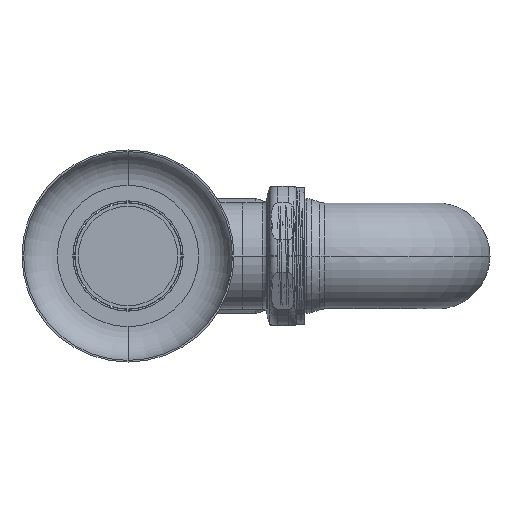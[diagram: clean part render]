
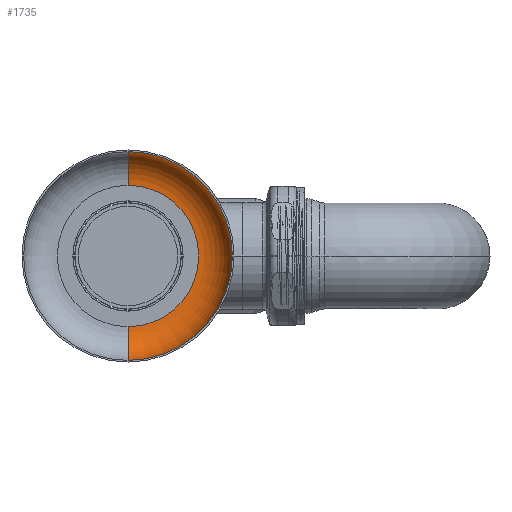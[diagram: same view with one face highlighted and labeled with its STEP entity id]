
A CAD part, left-side view. The second image highlights one B-rep face of the part: STEP entity #1735.
In plain terms, the highlighted toroidal (fillet/blend) face has major radius 25.4 mm and minor radius 12.116 mm.
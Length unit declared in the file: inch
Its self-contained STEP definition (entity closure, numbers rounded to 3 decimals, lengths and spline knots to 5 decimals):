
#1456=CARTESIAN_POINT('',(-17.75,2.3125,0.));
#1457=DIRECTION('',(-1.,0.,0.));
#1458=DIRECTION('',(0.,0.,-1.));
#1459=AXIS2_PLACEMENT_3D('',#1456,#1457,#1458);
#1461=CARTESIAN_POINT('',(-17.273,2.3125,0.));
#1462=DIRECTION('',(1.,0.,0.));
#1463=DIRECTION('',(0.,0.,1.));
#1464=AXIS2_PLACEMENT_3D('',#1461,#1462,#1463);
#1481=CARTESIAN_POINT('',(-17.75,2.3125,-1.));
#1482=DIRECTION('',(0.,-1.,0.));
#1483=DIRECTION('',(0.,0.,-1.));
#1484=AXIS2_PLACEMENT_3D('',#1481,#1482,#1483);
#1491=CARTESIAN_POINT('',(-17.75,2.3125,1.));
#1492=DIRECTION('',(0.,-1.,0.));
#1493=DIRECTION('',(1.,0.,0.));
#1494=AXIS2_PLACEMENT_3D('',#1491,#1492,#1493);
#1549=CARTESIAN_POINT('',(-17.75,2.3125,-1.477));
#1550=VERTEX_POINT('',#1549);
#1551=CARTESIAN_POINT('',(-17.75,2.3125,1.477));
#1552=VERTEX_POINT('',#1551);
#1553=CARTESIAN_POINT('',(-17.273,2.3125,1.));
#1554=CARTESIAN_POINT('',(-17.273,2.3125,-1.));
#1555=VERTEX_POINT('',#1553);
#1556=VERTEX_POINT('',#1554);
#1721=CARTESIAN_POINT('',(-17.75,2.3125,0.));
#1722=DIRECTION('',(1.,0.,0.));
#1723=DIRECTION('',(0.,0.005,1.));
#1724=AXIS2_PLACEMENT_3D('',#1721,#1722,#1723);
#1725=TOROIDAL_SURFACE('',#1724,1.,0.477);
#1727=ORIENTED_EDGE('',*,*,#1726,.F.);
#1729=ORIENTED_EDGE('',*,*,#1728,.T.);
#1730=ORIENTED_EDGE('',*,*,#1715,.F.);
#1732=ORIENTED_EDGE('',*,*,#1731,.T.);
#1733=EDGE_LOOP('',(#1727,#1729,#1730,#1732));
#1734=FACE_OUTER_BOUND('',#1733,.F.);
#1735=ADVANCED_FACE('',(#1734),#1725,.F.);
#1460=CIRCLE('',#1459,1.477);
#1465=CIRCLE('',#1464,1.);
#1485=CIRCLE('',#1484,0.477);
#1495=CIRCLE('',#1494,0.477);
#1715=EDGE_CURVE('',#1550,#1552,#1460,.T.);
#1726=EDGE_CURVE('',#1555,#1556,#1465,.T.);
#1728=EDGE_CURVE('',#1555,#1552,#1495,.T.);
#1731=EDGE_CURVE('',#1550,#1556,#1485,.T.);
